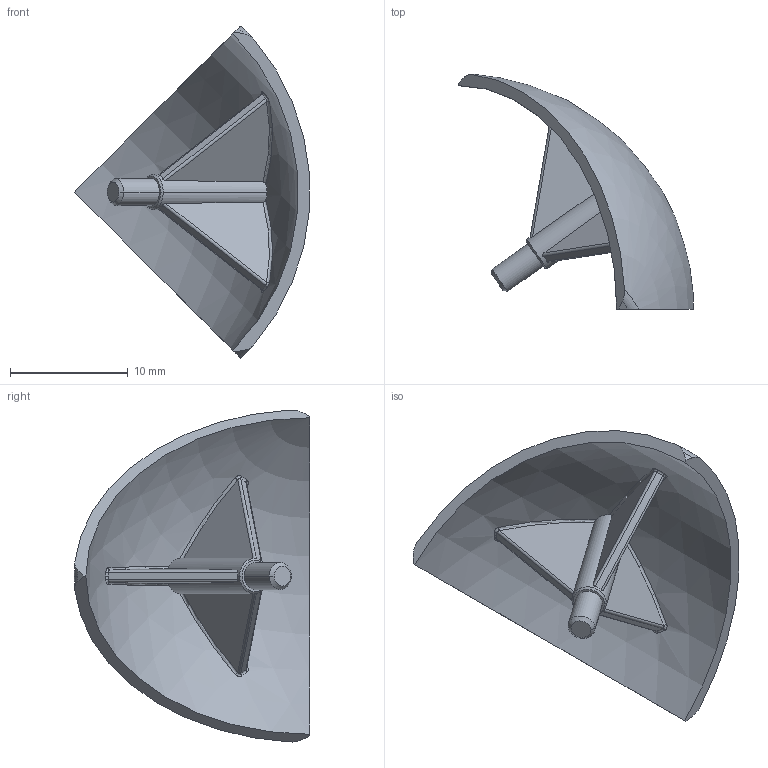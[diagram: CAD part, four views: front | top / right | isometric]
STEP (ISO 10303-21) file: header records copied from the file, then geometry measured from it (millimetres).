
FILE_DESCRIPTION (( 'STEP AP214' ), '1' );
FILE_NAME ('093wea201b.STEP', '2014-08-21T05:49:24', ( '' ), ( '' ), 'SwSTEP 2.0', 'SolidWorks 2014', '' );
FILE_SCHEMA (( 'AUTOMOTIVE_DESIGN' ));
Length unit declared in the file: millimetre
Products named in the file (1): 093wea201b
Bounding box: 19.94 x 19.96 x 28.19 mm (x, y, z)
Volume: 836.1 mm3; surface area: 1644.9 mm2
Topology: 1 solids, 1 shells, 54 faces, 135 edges, 84 vertices
Faces by surface type: plane 17, torus 14, cylinder 11, bspline 6, cone 4, sphere 2
Entity records: 1824 total; most frequent: CARTESIAN_POINT 569, ORIENTED_EDGE 268, DIRECTION 252, EDGE_CURVE 134, AXIS2_PLACEMENT_3D 111, VERTEX_POINT 84, CIRCLE 62, EDGE_LOOP 56
